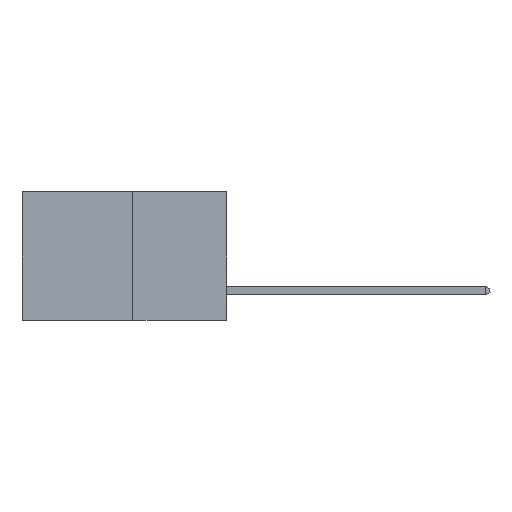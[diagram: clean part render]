
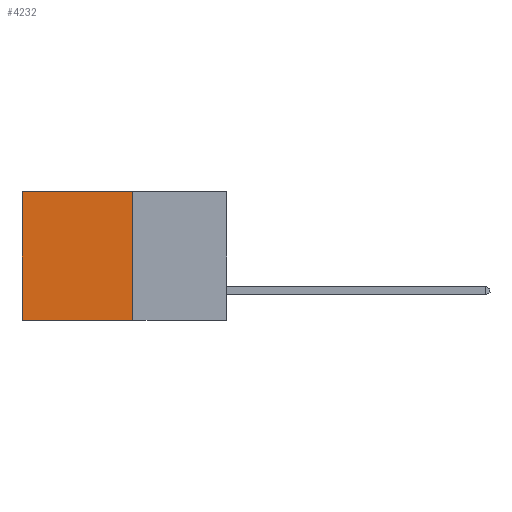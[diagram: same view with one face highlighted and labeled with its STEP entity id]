
A CAD part, left-side view. The second image highlights one B-rep face of the part: STEP entity #4232.
In plain terms, the highlighted planar face has unit normal (-1, 0, 0).
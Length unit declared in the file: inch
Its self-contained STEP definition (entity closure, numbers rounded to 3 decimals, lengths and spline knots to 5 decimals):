
#315 = ORIENTED_EDGE ( 'NONE', *, *, #9681, .T. ) ;
#670 = CARTESIAN_POINT ( 'NONE',  ( 0.277, 0.27, -0.37 ) ) ;
#1114 = CARTESIAN_POINT ( 'NONE',  ( 0.277, 0.59, 0. ) ) ;
#1388 = CARTESIAN_POINT ( 'NONE',  ( 0.277, 0.27, -0.37 ) ) ;
#2052 = VERTEX_POINT ( 'NONE', #6419 ) ;
#2208 = LINE ( 'NONE', #1388, #7050 ) ;
#2498 = EDGE_LOOP ( 'NONE', ( #9141, #5062, #9643, #315 ) ) ;
#2748 = CARTESIAN_POINT ( 'NONE',  ( 0.277, 0.27, 0. ) ) ;
#2896 = VERTEX_POINT ( 'NONE', #1114 ) ;
#3050 = EDGE_CURVE ( 'NONE', #2896, #8013, #8310, .T. ) ;
#3449 = VERTEX_POINT ( 'NONE', #2748 ) ;
#3555 = DIRECTION ( 'NONE',  ( 0., 0., -1. ) ) ;
#3567 = EDGE_CURVE ( 'NONE', #3449, #2052, #9934, .T. ) ;
#4232 = ADVANCED_FACE ( 'NONE', ( #9663 ), #9131, .F. ) ;
#4278 = DIRECTION ( 'NONE',  ( 0., 0., -1. ) ) ;
#5062 = ORIENTED_EDGE ( 'NONE', *, *, #11083, .F. ) ;
#5101 = VECTOR ( 'NONE', #4278, 39.37008 ) ;
#5250 = AXIS2_PLACEMENT_3D ( 'NONE', #9306, #9108, #9098 ) ;
#6419 = CARTESIAN_POINT ( 'NONE',  ( 0.277, 0.27, -0.37 ) ) ;
#6644 = VECTOR ( 'NONE', #11095, 39.37008 ) ;
#6856 = CARTESIAN_POINT ( 'NONE',  ( 0.277, 0.27, 0. ) ) ;
#7050 = VECTOR ( 'NONE', #7792, 39.37008 ) ;
#7792 = DIRECTION ( 'NONE',  ( 0., 1., 0. ) ) ;
#8013 = VERTEX_POINT ( 'NONE', #10539 ) ;
#8029 = VECTOR ( 'NONE', #3555, 39.37008 ) ;
#8310 = LINE ( 'NONE', #8802, #8029 ) ;
#8802 = CARTESIAN_POINT ( 'NONE',  ( 0.277, 0.59, -0.37 ) ) ;
#8923 = LINE ( 'NONE', #6856, #6644 ) ;
#9098 = DIRECTION ( 'NONE',  ( 0., 0., -1. ) ) ;
#9108 = DIRECTION ( 'NONE',  ( 1., 0., 0. ) ) ;
#9131 = PLANE ( 'NONE',  #5250 ) ;
#9141 = ORIENTED_EDGE ( 'NONE', *, *, #3050, .T. ) ;
#9306 = CARTESIAN_POINT ( 'NONE',  ( 0.277, 0.27, -0.37 ) ) ;
#9643 = ORIENTED_EDGE ( 'NONE', *, *, #3567, .F. ) ;
#9663 = FACE_OUTER_BOUND ( 'NONE', #2498, .T. ) ;
#9681 = EDGE_CURVE ( 'NONE', #3449, #2896, #8923, .T. ) ;
#9934 = LINE ( 'NONE', #670, #5101 ) ;
#10539 = CARTESIAN_POINT ( 'NONE',  ( 0.277, 0.59, -0.37 ) ) ;
#11083 = EDGE_CURVE ( 'NONE', #2052, #8013, #2208, .T. ) ;
#11095 = DIRECTION ( 'NONE',  ( 0., 1., 0. ) ) ;
